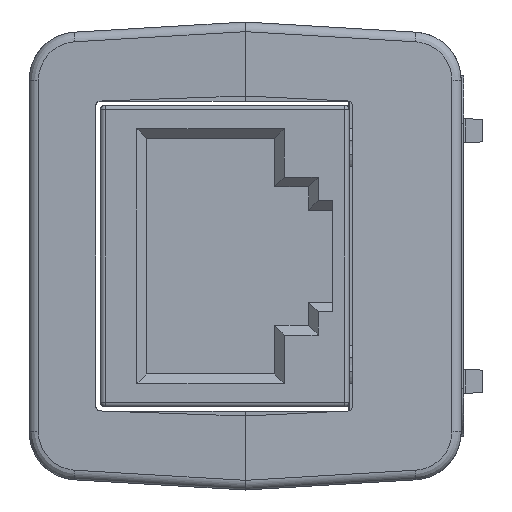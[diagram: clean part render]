
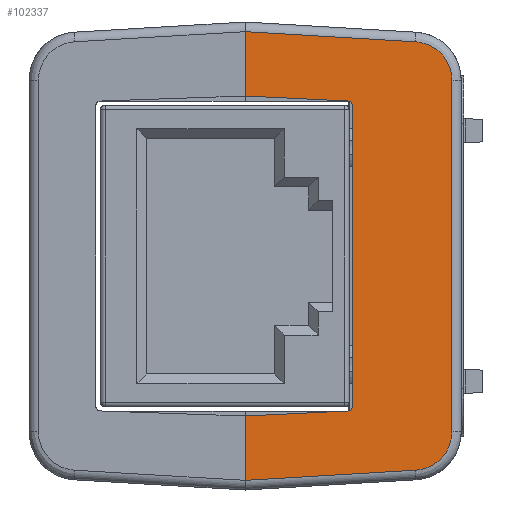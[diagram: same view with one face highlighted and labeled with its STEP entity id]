
A CAD part, left-side view. The second image highlights one B-rep face of the part: STEP entity #102337.
In plain terms, the highlighted face is planar.
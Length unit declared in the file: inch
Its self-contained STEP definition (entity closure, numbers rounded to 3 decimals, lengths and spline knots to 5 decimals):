
#158 = CARTESIAN_POINT ( 'NONE',  ( -0.46526, 0., -1.71264 ) ) ;
#1067 = DIRECTION ( 'NONE',  ( 0., 0.999, 0.035 ) ) ;
#1620 = VECTOR ( 'NONE', #108764, 39.37008 ) ;
#4237 = VERTEX_POINT ( 'NONE', #180175 ) ;
#6427 = LINE ( 'NONE', #46821, #1620 ) ;
#8299 = CARTESIAN_POINT ( 'NONE',  ( -0.44153, 0.39806, -1.69874 ) ) ;
#8586 = CARTESIAN_POINT ( 'NONE',  ( -0.31147, 0.2225, -1.70487 ) ) ;
#18976 = EDGE_CURVE ( 'NONE', #65462, #194395, #189254, .T. ) ;
#26499 = VERTEX_POINT ( 'NONE', #101941 ) ;
#29577 = LINE ( 'NONE', #127496, #41610 ) ;
#29740 = ORIENTED_EDGE ( 'NONE', *, *, #126523, .T. ) ;
#34459 = AXIS2_PLACEMENT_3D ( 'NONE', #95610, #63954, #1067 ) ;
#35232 = ORIENTED_EDGE ( 'NONE', *, *, #89885, .F. ) ;
#35932 = CARTESIAN_POINT ( 'NONE',  ( 0.32146, 0.21299, -1.70521 ) ) ;
#41610 = VECTOR ( 'NONE', #191764, 39.37008 ) ;
#43634 = DIRECTION ( 'NONE',  ( 1., 0., 0. ) ) ;
#44955 = ORIENTED_EDGE ( 'NONE', *, *, #125833, .T. ) ;
#45955 = ORIENTED_EDGE ( 'NONE', *, *, #74313, .T. ) ;
#46821 = CARTESIAN_POINT ( 'NONE',  ( 0.36433, 0.2225, -1.70487 ) ) ;
#49841 = EDGE_CURVE ( 'NONE', #4237, #194369, #191730, .T. ) ;
#53058 = DIRECTION ( 'NONE',  ( 0.049, -0.998, -0.035 ) ) ;
#55658 = CARTESIAN_POINT ( 'NONE',  ( -0.44419, 0.35346, -1.7003 ) ) ;
#55979 =( BOUNDED_CURVE ( )  B_SPLINE_CURVE ( 3, ( #124381, #60612, #61902, #185982 ),
 .UNSPECIFIED., .F., .F. ) 
 B_SPLINE_CURVE_WITH_KNOTS ( ( 4, 4 ),
 ( 0., 1.51126 ),
 .UNSPECIFIED. ) 
 CURVE ( )  GEOMETRIC_REPRESENTATION_ITEM ( )  RATIONAL_B_SPLINE_CURVE ( ( 1., 0.819, 0.819, 1. ) ) 
 REPRESENTATION_ITEM ( '' )  );
#56315 = CARTESIAN_POINT ( 'NONE',  ( -0.40901, 0.4287, -1.69767 ) ) ;
#60612 = CARTESIAN_POINT ( 'NONE',  ( 0.40901, 0.4287, -1.69767 ) ) ;
#61902 = CARTESIAN_POINT ( 'NONE',  ( 0.44153, 0.39806, -1.69874 ) ) ;
#63645 = CARTESIAN_POINT ( 'NONE',  ( 0.31147, 0.2225, -1.70487 ) ) ;
#63954 = DIRECTION ( 'NONE',  ( 0., 0.035, -0.999 ) ) ;
#65462 = VERTEX_POINT ( 'NONE', #66791 ) ;
#66791 = CARTESIAN_POINT ( 'NONE',  ( -0.44419, 0.35346, -1.7003 ) ) ;
#67362 = EDGE_CURVE ( 'NONE', #153497, #148916, #89690, .T. ) ;
#68573 = VERTEX_POINT ( 'NONE', #94143 ) ;
#72271 = EDGE_CURVE ( 'NONE', #112235, #4237, #180144, .T. ) ;
#74313 = EDGE_CURVE ( 'NONE', #190910, #194369, #151742, .T. ) ;
#74987 = DIRECTION ( 'NONE',  ( 0.049, 0.998, 0.035 ) ) ;
#77674 = CARTESIAN_POINT ( 'NONE',  ( 0.31147, 0.2225, -1.70487 ) ) ;
#82134 = CARTESIAN_POINT ( 'NONE',  ( -0.36433, 0.4287, -1.69767 ) ) ;
#84267 = CARTESIAN_POINT ( 'NONE',  ( 0.36433, 0.4287, -1.69767 ) ) ;
#84968 = FACE_OUTER_BOUND ( 'NONE', #110851, .T. ) ;
#85159 = CARTESIAN_POINT ( 'NONE',  ( 0.32146, 0.21299, -1.70521 ) ) ;
#89690 = LINE ( 'NONE', #177771, #161950 ) ;
#89885 = EDGE_CURVE ( 'NONE', #190910, #197849, #6427, .T. ) ;
#90004 = EDGE_CURVE ( 'NONE', #153497, #197849, #134293, .T. ) ;
#90225 = CARTESIAN_POINT ( 'NONE',  ( 0.36433, 0.4287, -1.69767 ) ) ;
#91645 = ORIENTED_EDGE ( 'NONE', *, *, #72271, .F. ) ;
#94143 = CARTESIAN_POINT ( 'NONE',  ( 0.46526, 0., -1.71264 ) ) ;
#94313 = PLANE ( 'NONE',  #34459 ) ;
#95610 = CARTESIAN_POINT ( 'NONE',  ( 0.36433, 0.448, -1.697 ) ) ;
#99759 = EDGE_CURVE ( 'NONE', #148916, #68573, #159151, .T. ) ;
#101941 = CARTESIAN_POINT ( 'NONE',  ( 0.44419, 0.35346, -1.7003 ) ) ;
#102337 = ADVANCED_FACE ( 'NONE', ( #84968 ), #94313, .T. ) ;
#103090 = VECTOR ( 'NONE', #113681, 39.37008 ) ;
#108472 = CARTESIAN_POINT ( 'NONE',  ( -0.32146, 0.21299, -1.70521 ) ) ;
#108764 = DIRECTION ( 'NONE',  ( 1., 0., 0. ) ) ;
#108947 = CARTESIAN_POINT ( 'NONE',  ( 0.33183, 0., -1.71264 ) ) ;
#109121 = ORIENTED_EDGE ( 'NONE', *, *, #18976, .T. ) ;
#110851 = EDGE_LOOP ( 'NONE', ( #91645, #165673, #109121, #44955, #148025, #29740, #132806, #184032, #163403, #35232, #45955, #180530 ) ) ;
#112235 = VERTEX_POINT ( 'NONE', #158 ) ;
#113681 = DIRECTION ( 'NONE',  ( 0.059, 0.998, 0.035 ) ) ;
#115816 = LINE ( 'NONE', #84267, #188288 ) ;
#122282 = CARTESIAN_POINT ( 'NONE',  ( 0.2975, 0., -1.71264 ) ) ;
#124381 = CARTESIAN_POINT ( 'NONE',  ( 0.36433, 0.4287, -1.69767 ) ) ;
#125833 = EDGE_CURVE ( 'NONE', #194395, #164043, #115816, .T. ) ;
#126523 = EDGE_CURVE ( 'NONE', #26499, #68573, #29577, .T. ) ;
#126781 = CARTESIAN_POINT ( 'NONE',  ( 0.32119, 0.21861, -1.70501 ) ) ;
#127496 = CARTESIAN_POINT ( 'NONE',  ( 0.43829, 0.4524, -1.69685 ) ) ;
#127779 = CARTESIAN_POINT ( 'NONE',  ( -0.32146, 0.21299, -1.70521 ) ) ;
#129390 = LINE ( 'NONE', #190698, #103090 ) ;
#132806 = ORIENTED_EDGE ( 'NONE', *, *, #99759, .F. ) ;
#134293 =( BOUNDED_CURVE ( )  B_SPLINE_CURVE ( 3, ( #35932, #126781, #141041, #63645 ),
 .UNSPECIFIED., .F., .F. ) 
 B_SPLINE_CURVE_WITH_KNOTS ( ( 4, 4 ),
 ( 1.61941, 3.14159 ),
 .UNSPECIFIED. ) 
 CURVE ( )  GEOMETRIC_REPRESENTATION_ITEM ( )  RATIONAL_B_SPLINE_CURVE ( ( 1., 0.816, 0.816, 1. ) ) 
 REPRESENTATION_ITEM ( '' )  );
#137528 = VECTOR ( 'NONE', #194430, 39.37008 ) ;
#140110 = CARTESIAN_POINT ( 'NONE',  ( -0.31147, 0.2225, -1.70487 ) ) ;
#141041 = CARTESIAN_POINT ( 'NONE',  ( 0.31711, 0.2225, -1.70487 ) ) ;
#144839 = DIRECTION ( 'NONE',  ( 1., 0., 0. ) ) ;
#148025 = ORIENTED_EDGE ( 'NONE', *, *, #157550, .T. ) ;
#148916 = VERTEX_POINT ( 'NONE', #108947 ) ;
#149874 = EDGE_CURVE ( 'NONE', #112235, #65462, #129390, .T. ) ;
#150571 = VECTOR ( 'NONE', #74987, 39.37008 ) ;
#151742 =( BOUNDED_CURVE ( )  B_SPLINE_CURVE ( 3, ( #140110, #170546, #155580, #108472 ),
 .UNSPECIFIED., .F., .T. ) 
 B_SPLINE_CURVE_WITH_KNOTS ( ( 4, 4 ),
 ( 3.14159, 4.66377 ),
 .UNSPECIFIED. ) 
 CURVE ( )  GEOMETRIC_REPRESENTATION_ITEM ( )  RATIONAL_B_SPLINE_CURVE ( ( 1., 0.816, 0.816, 1. ) ) 
 REPRESENTATION_ITEM ( '' )  );
#153497 = VERTEX_POINT ( 'NONE', #85159 ) ;
#155580 = CARTESIAN_POINT ( 'NONE',  ( -0.32119, 0.21861, -1.70501 ) ) ;
#157550 = EDGE_CURVE ( 'NONE', #164043, #26499, #55979, .T. ) ;
#159151 = LINE ( 'NONE', #178156, #137528 ) ;
#160642 = VECTOR ( 'NONE', #43634, 39.37008 ) ;
#161950 = VECTOR ( 'NONE', #53058, 39.37008 ) ;
#163403 = ORIENTED_EDGE ( 'NONE', *, *, #90004, .T. ) ;
#164043 = VERTEX_POINT ( 'NONE', #90225 ) ;
#164113 = CARTESIAN_POINT ( 'NONE',  ( -0.36433, 0.4287, -1.69767 ) ) ;
#165673 = ORIENTED_EDGE ( 'NONE', *, *, #149874, .T. ) ;
#170546 = CARTESIAN_POINT ( 'NONE',  ( -0.31711, 0.2225, -1.70487 ) ) ;
#177771 = CARTESIAN_POINT ( 'NONE',  ( 0.31016, 0.44537, -1.69709 ) ) ;
#178156 = CARTESIAN_POINT ( 'NONE',  ( 0.2975, 0., -1.71264 ) ) ;
#180144 = LINE ( 'NONE', #122282, #160642 ) ;
#180175 = CARTESIAN_POINT ( 'NONE',  ( -0.33183, 0., -1.71264 ) ) ;
#180530 = ORIENTED_EDGE ( 'NONE', *, *, #49841, .F. ) ;
#184032 = ORIENTED_EDGE ( 'NONE', *, *, #67362, .F. ) ;
#185982 = CARTESIAN_POINT ( 'NONE',  ( 0.44419, 0.35346, -1.7003 ) ) ;
#188288 = VECTOR ( 'NONE', #144839, 39.37008 ) ;
#189254 =( BOUNDED_CURVE ( )  B_SPLINE_CURVE ( 3, ( #55658, #8299, #56315, #164113 ),
 .UNSPECIFIED., .F., .T. ) 
 B_SPLINE_CURVE_WITH_KNOTS ( ( 4, 4 ),
 ( 4.77192, 6.28319 ),
 .UNSPECIFIED. ) 
 CURVE ( )  GEOMETRIC_REPRESENTATION_ITEM ( )  RATIONAL_B_SPLINE_CURVE ( ( 1., 0.819, 0.819, 1. ) ) 
 REPRESENTATION_ITEM ( '' )  );
#190698 = CARTESIAN_POINT ( 'NONE',  ( -0.43572, 0.49563, -1.69534 ) ) ;
#190910 = VERTEX_POINT ( 'NONE', #8586 ) ;
#191730 = LINE ( 'NONE', #196483, #150571 ) ;
#191764 = DIRECTION ( 'NONE',  ( 0.059, -0.998, -0.035 ) ) ;
#194369 = VERTEX_POINT ( 'NONE', #127779 ) ;
#194395 = VERTEX_POINT ( 'NONE', #82134 ) ;
#194430 = DIRECTION ( 'NONE',  ( 1., 0., 0. ) ) ;
#196483 = CARTESIAN_POINT ( 'NONE',  ( -0.30844, 0.48069, -1.69586 ) ) ;
#197849 = VERTEX_POINT ( 'NONE', #77674 ) ;
